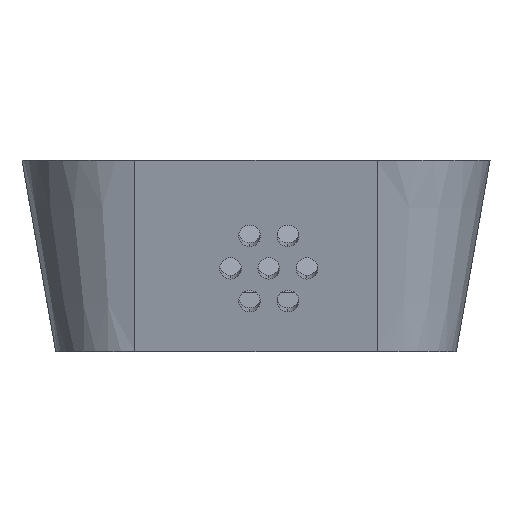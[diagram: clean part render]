
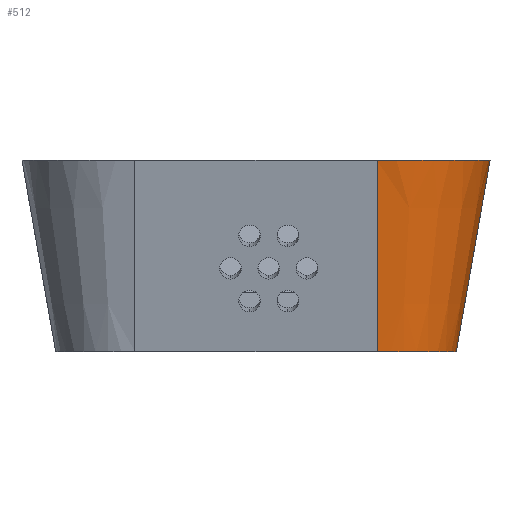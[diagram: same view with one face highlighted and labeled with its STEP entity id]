
A CAD part, left-side view. The second image highlights one B-rep face of the part: STEP entity #512.
In plain terms, the highlighted conical face has half-angle 10 degrees and reference radius 11.258 mm.
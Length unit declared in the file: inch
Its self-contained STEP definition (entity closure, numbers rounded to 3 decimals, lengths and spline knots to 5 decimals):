
#153 = VECTOR ( 'NONE', #6073, 39.37008 ) ;
#363 = CARTESIAN_POINT ( 'NONE',  ( -1.075, 0., 0.78599 ) ) ;
#496 = EDGE_CURVE ( 'NONE', #9947, #9032, #8403, .T. ) ;
#512 = ADVANCED_FACE ( 'NONE', ( #1152 ), #9979, .T. ) ;
#1152 = FACE_OUTER_BOUND ( 'NONE', #6106, .T. ) ;
#1448 = ORIENTED_EDGE ( 'NONE', *, *, #1905, .T. ) ;
#1671 = DIRECTION ( 'NONE',  ( 0.174, -0.985, 0. ) ) ;
#1891 = CARTESIAN_POINT ( 'NONE',  ( -1.51823, 0.75, 0.475 ) ) ;
#1905 = EDGE_CURVE ( 'NONE', #8227, #4305, #5046, .T. ) ;
#2099 = CARTESIAN_POINT ( 'NONE',  ( -1.075, 0., 0.78599 ) ) ;
#2623 = CIRCLE ( 'NONE', #4309, 0.31099 ) ;
#2669 = EDGE_CURVE ( 'NONE', #9947, #8227, #2964, .T. ) ;
#2845 = CARTESIAN_POINT ( 'NONE',  ( -1.075, 0.75, 0.475 ) ) ;
#2964 = CIRCLE ( 'NONE', #8212, 0.44323 ) ;
#3315 = EDGE_CURVE ( 'NONE', #9032, #4305, #2623, .T. ) ;
#3709 = DIRECTION ( 'NONE',  ( 0., -1., 0. ) ) ;
#3914 = CARTESIAN_POINT ( 'NONE',  ( -1.075, 0.75, 0.475 ) ) ;
#4305 = VERTEX_POINT ( 'NONE', #5173 ) ;
#4309 = AXIS2_PLACEMENT_3D ( 'NONE', #4412, #10008, #7664 ) ;
#4361 = DIRECTION ( 'NONE',  ( 0., 1., 0. ) ) ;
#4412 = CARTESIAN_POINT ( 'NONE',  ( -1.075, 0., 0.475 ) ) ;
#5046 = LINE ( 'NONE', #8942, #5654 ) ;
#5173 = CARTESIAN_POINT ( 'NONE',  ( -1.38599, 0., 0.475 ) ) ;
#5299 = ORIENTED_EDGE ( 'NONE', *, *, #496, .F. ) ;
#5461 = DIRECTION ( 'NONE',  ( 0., 0., 1. ) ) ;
#5654 = VECTOR ( 'NONE', #1671, 39.37008 ) ;
#6073 = DIRECTION ( 'NONE',  ( 0., -0.985, -0.174 ) ) ;
#6106 = EDGE_LOOP ( 'NONE', ( #8079, #5299, #6480, #1448 ) ) ;
#6178 = CARTESIAN_POINT ( 'NONE',  ( -1.075, 0.75, 0.91823 ) ) ;
#6480 = ORIENTED_EDGE ( 'NONE', *, *, #2669, .T. ) ;
#7610 = AXIS2_PLACEMENT_3D ( 'NONE', #2845, #4361, #10177 ) ;
#7664 = DIRECTION ( 'NONE',  ( 0., 0., 1. ) ) ;
#8079 = ORIENTED_EDGE ( 'NONE', *, *, #3315, .F. ) ;
#8212 = AXIS2_PLACEMENT_3D ( 'NONE', #3914, #3709, #5461 ) ;
#8227 = VERTEX_POINT ( 'NONE', #1891 ) ;
#8403 = LINE ( 'NONE', #2099, #153 ) ;
#8942 = CARTESIAN_POINT ( 'NONE',  ( -1.38599, 0., 0.475 ) ) ;
#9032 = VERTEX_POINT ( 'NONE', #363 ) ;
#9947 = VERTEX_POINT ( 'NONE', #6178 ) ;
#9979 = CONICAL_SURFACE ( 'NONE', #7610, 0.44323, 0.175 ) ;
#10008 = DIRECTION ( 'NONE',  ( 0., -1., 0. ) ) ;
#10177 = DIRECTION ( 'NONE',  ( 0., 0., 1. ) ) ;
